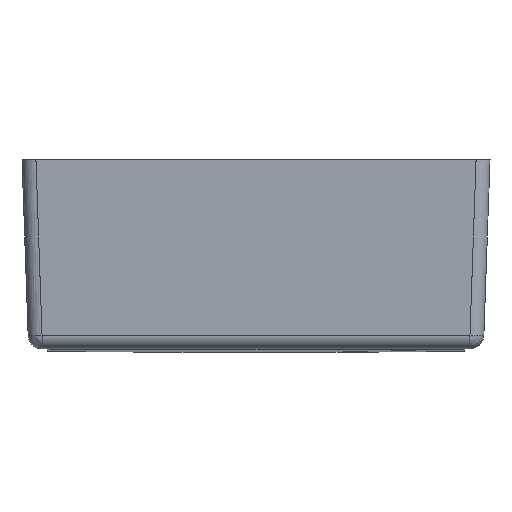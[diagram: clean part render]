
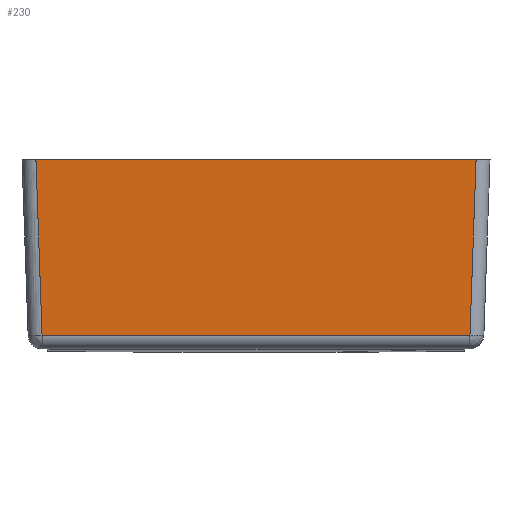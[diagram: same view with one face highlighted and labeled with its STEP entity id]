
A CAD part, left-side view. The second image highlights one B-rep face of the part: STEP entity #230.
In plain terms, the highlighted planar face has unit normal (-0.999, 0, -0.035).
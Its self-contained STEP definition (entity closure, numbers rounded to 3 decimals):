
#230=ADVANCED_FACE('',(#274),#995,.T.);
#274=FACE_OUTER_BOUND('',#315,.T.);
#315=EDGE_LOOP('',(#396,#397,#398,#399));
#396=ORIENTED_EDGE('',*,*,#574,.T.);
#397=ORIENTED_EDGE('',*,*,#575,.T.);
#398=ORIENTED_EDGE('',*,*,#573,.T.);
#399=ORIENTED_EDGE('',*,*,#572,.T.);
#572=EDGE_CURVE('',#861,#862,#739,.T.);
#573=EDGE_CURVE('',#860,#861,#740,.T.);
#574=EDGE_CURVE('',#862,#863,#741,.T.);
#575=EDGE_CURVE('',#863,#860,#742,.T.);
#739=B_SPLINE_CURVE_WITH_KNOTS('',1,(#1322,#1323,#1324),.UNSPECIFIED.,.F.,
 .F.,(2,1,2),(-103.998,-23.615,-5.891),
 .UNSPECIFIED.);
#740=B_SPLINE_CURVE_WITH_KNOTS('',1,(#1325,#1326),.UNSPECIFIED.,.F.,.F.,
(2,2),(0.,307.21),.UNSPECIFIED.);
#741=B_SPLINE_CURVE_WITH_KNOTS('',1,(#1327,#1328),.UNSPECIFIED.,.F.,.F.,
(2,2),(14.925,330.959),.UNSPECIFIED.);
#742=B_SPLINE_CURVE_WITH_KNOTS('',1,(#1329,#1330,#1331),.UNSPECIFIED.,.F.,
 .F.,(2,1,2),(-107.421,-89.698,-9.314),
 .UNSPECIFIED.);
#860=VERTEX_POINT('',#1318);
#861=VERTEX_POINT('',#1319);
#862=VERTEX_POINT('',#1320);
#863=VERTEX_POINT('',#1321);
#995=PLANE('',#1027);
#1027=AXIS2_PLACEMENT_3D('',#1317,#1042,$);
#1042=DIRECTION('',(-0.999,0.,-0.035));
#1317=CARTESIAN_POINT('',(-268.965,-217.942,165.787));
#1318=CARTESIAN_POINT('',(-263.599,153.605,12.114));
#1319=CARTESIAN_POINT('',(-263.599,-153.605,12.114));
#1320=CARTESIAN_POINT('',(-268.011,-158.017,138.463));
#1321=CARTESIAN_POINT('',(-268.011,158.017,138.463));
#1322=CARTESIAN_POINT('',(-263.599,-153.605,12.114));
#1323=CARTESIAN_POINT('',(-267.214,-157.22,115.638));
#1324=CARTESIAN_POINT('',(-268.011,-158.017,138.463));
#1325=CARTESIAN_POINT('',(-263.599,153.605,12.114));
#1326=CARTESIAN_POINT('',(-263.599,-153.605,12.114));
#1327=CARTESIAN_POINT('',(-268.011,-158.017,138.463));
#1328=CARTESIAN_POINT('',(-268.011,158.017,138.463));
#1329=CARTESIAN_POINT('',(-268.011,158.017,138.463));
#1330=CARTESIAN_POINT('',(-267.214,157.22,115.638));
#1331=CARTESIAN_POINT('',(-263.599,153.605,12.114));
